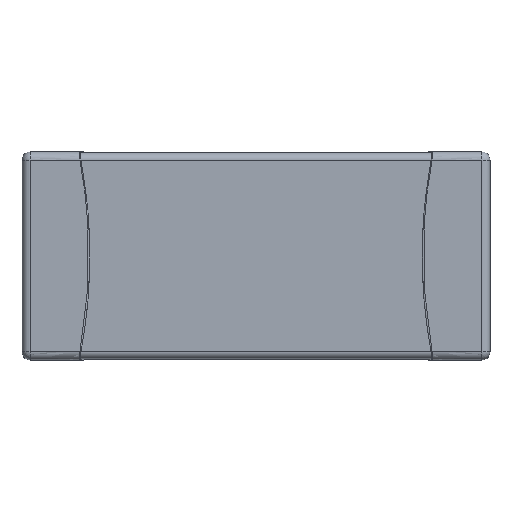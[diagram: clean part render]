
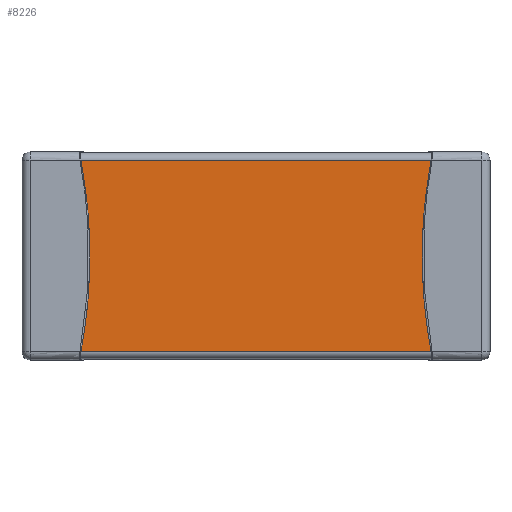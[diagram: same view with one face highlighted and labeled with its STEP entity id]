
A CAD part, top view. The second image highlights one B-rep face of the part: STEP entity #8226.
In plain terms, the highlighted planar face has unit normal (0, 0, 1).
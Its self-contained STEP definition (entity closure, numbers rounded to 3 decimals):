
#7651 = EDGE_CURVE('',#7652,#7654,#7656,.T.);
#7652 = VERTEX_POINT('',#7653);
#7653 = CARTESIAN_POINT('',(-2.15,-0.92,1.4));
#7654 = VERTEX_POINT('',#7655);
#7655 = CARTESIAN_POINT('',(2.15,-0.92,1.4));
#7656 = SURFACE_CURVE('',#7657,(#7661,#7673),.PCURVE_S1.);
#7657 = LINE('',#7658,#7659);
#7658 = CARTESIAN_POINT('',(-2.15,-0.92,1.4));
#7659 = VECTOR('',#7660,1.);
#7660 = DIRECTION('',(1.,0.,0.));
#7661 = PCURVE('',#7662,#7667);
#7662 = CYLINDRICAL_SURFACE('',#7663,0.07);
#7663 = AXIS2_PLACEMENT_3D('',#7664,#7665,#7666);
#7664 = CARTESIAN_POINT('',(-2.15,-0.92,1.33));
#7665 = DIRECTION('',(-1.,0.,0.));
#7666 = DIRECTION('',(0.,1.,0.));
#7667 = DEFINITIONAL_REPRESENTATION('',(#7668),#7672);
#7668 = LINE('',#7669,#7670);
#7669 = CARTESIAN_POINT('',(-1.571,0.));
#7670 = VECTOR('',#7671,1.);
#7671 = DIRECTION('',(-0.,-1.));
#7672 = ( GEOMETRIC_REPRESENTATION_CONTEXT(2) 
PARAMETRIC_REPRESENTATION_CONTEXT() REPRESENTATION_CONTEXT('2D SPACE',''
  ) );
#7673 = PCURVE('',#7674,#7679);
#7674 = PLANE('',#7675);
#7675 = AXIS2_PLACEMENT_3D('',#7676,#7677,#7678);
#7676 = CARTESIAN_POINT('',(-2.15,-0.92,1.4));
#7677 = DIRECTION('',(0.,0.,1.));
#7678 = DIRECTION('',(0.,1.,0.));
#7679 = DEFINITIONAL_REPRESENTATION('',(#7680),#7684);
#7680 = LINE('',#7681,#7682);
#7681 = CARTESIAN_POINT('',(0.,0.));
#7682 = VECTOR('',#7683,1.);
#7683 = DIRECTION('',(0.,-1.));
#7684 = ( GEOMETRIC_REPRESENTATION_CONTEXT(2) 
PARAMETRIC_REPRESENTATION_CONTEXT() REPRESENTATION_CONTEXT('2D SPACE',''
  ) );
#7703 = PLANE('',#7704);
#7704 = AXIS2_PLACEMENT_3D('',#7705,#7706,#7707);
#7705 = CARTESIAN_POINT('',(2.15,0.,0.71));
#7706 = DIRECTION('',(1.,0.,0.));
#7707 = DIRECTION('',(0.,1.,0.));
#7758 = PLANE('',#7759);
#7759 = AXIS2_PLACEMENT_3D('',#7760,#7761,#7762);
#7760 = CARTESIAN_POINT('',(-2.15,0.,0.71));
#7761 = DIRECTION('',(1.,0.,0.));
#7762 = DIRECTION('',(0.,1.,0.));
#8099 = CYLINDRICAL_SURFACE('',#8100,0.07);
#8100 = AXIS2_PLACEMENT_3D('',#8101,#8102,#8103);
#8101 = CARTESIAN_POINT('',(-2.15,0.92,1.33));
#8102 = DIRECTION('',(-1.,0.,0.));
#8103 = DIRECTION('',(0.,1.,0.));
#8159 = VERTEX_POINT('',#8160);
#8160 = CARTESIAN_POINT('',(2.15,0.92,1.4));
#8182 = EDGE_CURVE('',#8183,#8159,#8185,.T.);
#8183 = VERTEX_POINT('',#8184);
#8184 = CARTESIAN_POINT('',(-2.15,0.92,1.4));
#8185 = SURFACE_CURVE('',#8186,(#8190,#8197),.PCURVE_S1.);
#8186 = LINE('',#8187,#8188);
#8187 = CARTESIAN_POINT('',(-2.15,0.92,1.4));
#8188 = VECTOR('',#8189,1.);
#8189 = DIRECTION('',(1.,0.,0.));
#8190 = PCURVE('',#8099,#8191);
#8191 = DEFINITIONAL_REPRESENTATION('',(#8192),#8196);
#8192 = LINE('',#8193,#8194);
#8193 = CARTESIAN_POINT('',(-1.571,0.));
#8194 = VECTOR('',#8195,1.);
#8195 = DIRECTION('',(-0.,-1.));
#8196 = ( GEOMETRIC_REPRESENTATION_CONTEXT(2) 
PARAMETRIC_REPRESENTATION_CONTEXT() REPRESENTATION_CONTEXT('2D SPACE',''
  ) );
#8197 = PCURVE('',#7674,#8198);
#8198 = DEFINITIONAL_REPRESENTATION('',(#8199),#8203);
#8199 = LINE('',#8200,#8201);
#8200 = CARTESIAN_POINT('',(1.84,0.));
#8201 = VECTOR('',#8202,1.);
#8202 = DIRECTION('',(0.,-1.));
#8203 = ( GEOMETRIC_REPRESENTATION_CONTEXT(2) 
PARAMETRIC_REPRESENTATION_CONTEXT() REPRESENTATION_CONTEXT('2D SPACE',''
  ) );
#8226 = ADVANCED_FACE('',(#8227),#7674,.T.);
#8227 = FACE_BOUND('',#8228,.T.);
#8228 = EDGE_LOOP('',(#8229,#8230,#8251,#8252));
#8229 = ORIENTED_EDGE('',*,*,#7651,.T.);
#8230 = ORIENTED_EDGE('',*,*,#8231,.T.);
#8231 = EDGE_CURVE('',#7654,#8159,#8232,.T.);
#8232 = SURFACE_CURVE('',#8233,(#8237,#8244),.PCURVE_S1.);
#8233 = LINE('',#8234,#8235);
#8234 = CARTESIAN_POINT('',(2.15,-0.92,1.4));
#8235 = VECTOR('',#8236,1.);
#8236 = DIRECTION('',(0.,1.,0.));
#8237 = PCURVE('',#7674,#8238);
#8238 = DEFINITIONAL_REPRESENTATION('',(#8239),#8243);
#8239 = LINE('',#8240,#8241);
#8240 = CARTESIAN_POINT('',(0.,-4.3));
#8241 = VECTOR('',#8242,1.);
#8242 = DIRECTION('',(1.,0.));
#8243 = ( GEOMETRIC_REPRESENTATION_CONTEXT(2) 
PARAMETRIC_REPRESENTATION_CONTEXT() REPRESENTATION_CONTEXT('2D SPACE',''
  ) );
#8244 = PCURVE('',#7703,#8245);
#8245 = DEFINITIONAL_REPRESENTATION('',(#8246),#8250);
#8246 = LINE('',#8247,#8248);
#8247 = CARTESIAN_POINT('',(-0.92,0.69));
#8248 = VECTOR('',#8249,1.);
#8249 = DIRECTION('',(1.,0.));
#8250 = ( GEOMETRIC_REPRESENTATION_CONTEXT(2) 
PARAMETRIC_REPRESENTATION_CONTEXT() REPRESENTATION_CONTEXT('2D SPACE',''
  ) );
#8251 = ORIENTED_EDGE('',*,*,#8182,.F.);
#8252 = ORIENTED_EDGE('',*,*,#8253,.F.);
#8253 = EDGE_CURVE('',#7652,#8183,#8254,.T.);
#8254 = SURFACE_CURVE('',#8255,(#8259,#8266),.PCURVE_S1.);
#8255 = LINE('',#8256,#8257);
#8256 = CARTESIAN_POINT('',(-2.15,-0.92,1.4));
#8257 = VECTOR('',#8258,1.);
#8258 = DIRECTION('',(0.,1.,0.));
#8259 = PCURVE('',#7674,#8260);
#8260 = DEFINITIONAL_REPRESENTATION('',(#8261),#8265);
#8261 = LINE('',#8262,#8263);
#8262 = CARTESIAN_POINT('',(0.,0.));
#8263 = VECTOR('',#8264,1.);
#8264 = DIRECTION('',(1.,0.));
#8265 = ( GEOMETRIC_REPRESENTATION_CONTEXT(2) 
PARAMETRIC_REPRESENTATION_CONTEXT() REPRESENTATION_CONTEXT('2D SPACE',''
  ) );
#8266 = PCURVE('',#7758,#8267);
#8267 = DEFINITIONAL_REPRESENTATION('',(#8268),#8272);
#8268 = LINE('',#8269,#8270);
#8269 = CARTESIAN_POINT('',(-0.92,0.69));
#8270 = VECTOR('',#8271,1.);
#8271 = DIRECTION('',(1.,0.));
#8272 = ( GEOMETRIC_REPRESENTATION_CONTEXT(2) 
PARAMETRIC_REPRESENTATION_CONTEXT() REPRESENTATION_CONTEXT('2D SPACE',''
  ) );
